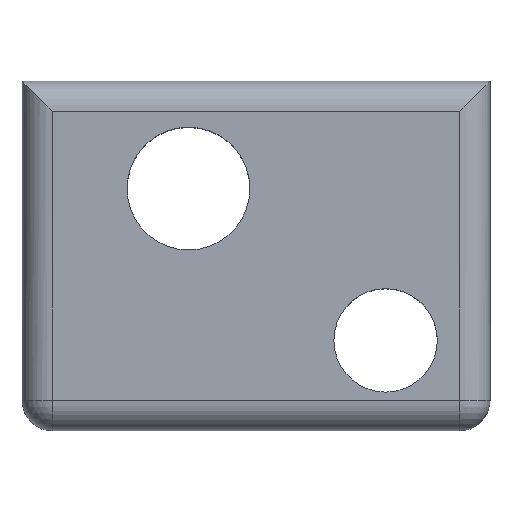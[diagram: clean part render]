
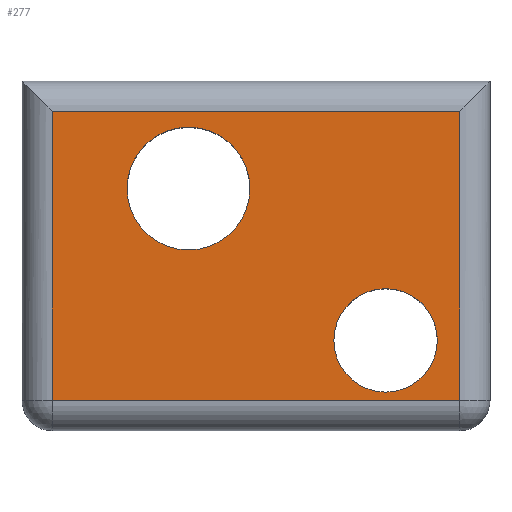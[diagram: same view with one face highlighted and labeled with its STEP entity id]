
A CAD part, top view. The second image highlights one B-rep face of the part: STEP entity #277.
In plain terms, the highlighted planar face has unit normal (0, 0, 1).
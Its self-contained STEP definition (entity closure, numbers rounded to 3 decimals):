
#1 = EDGE_CURVE ( 'NONE', #72, #202, #270, .T. ) ;
#10 = EDGE_CURVE ( 'NONE', #206, #79, #199, .T. ) ;
#15 = FACE_BOUND ( 'NONE', #255, .T. ) ;
#16 = AXIS2_PLACEMENT_3D ( 'NONE', #105, #71, #357 ) ;
#20 = VERTEX_POINT ( 'NONE', #246 ) ;
#30 = CARTESIAN_POINT ( 'NONE',  ( 2., 0., 10. ) ) ;
#38 = CARTESIAN_POINT ( 'NONE',  ( 28.811, 2., 10. ) ) ;
#47 = DIRECTION ( 'NONE',  ( 0., 0., 1. ) ) ;
#49 = AXIS2_PLACEMENT_3D ( 'NONE', #103, #491, #495 ) ;
#50 = CIRCLE ( 'NONE', #119, 3.407 ) ;
#59 = EDGE_CURVE ( 'NONE', #547, #20, #374, .T. ) ;
#65 = CARTESIAN_POINT ( 'NONE',  ( 2., 21.018, 10. ) ) ;
#71 = DIRECTION ( 'NONE',  ( 0., 0., 1. ) ) ;
#72 = VERTEX_POINT ( 'NONE', #301 ) ;
#73 = EDGE_CURVE ( 'NONE', #338, #206, #473, .T. ) ;
#74 = ORIENTED_EDGE ( 'NONE', *, *, #76, .F. ) ;
#76 = EDGE_CURVE ( 'NONE', #202, #72, #50, .T. ) ;
#79 = VERTEX_POINT ( 'NONE', #38 ) ;
#87 = DIRECTION ( 'NONE',  ( 0., -1., 0. ) ) ;
#97 = CARTESIAN_POINT ( 'NONE',  ( 0., 21.018, 10. ) ) ;
#103 = CARTESIAN_POINT ( 'NONE',  ( 0., 0., 10. ) ) ;
#105 = CARTESIAN_POINT ( 'NONE',  ( 10.961, 15.938, 10. ) ) ;
#110 = LINE ( 'NONE', #537, #406 ) ;
#114 = CARTESIAN_POINT ( 'NONE',  ( 23.939, 5.945, 10. ) ) ;
#116 = CIRCLE ( 'NONE', #16, 4.041 ) ;
#119 = AXIS2_PLACEMENT_3D ( 'NONE', #257, #208, #253 ) ;
#122 = DIRECTION ( 'NONE',  ( 1., 0., 0. ) ) ;
#128 = EDGE_LOOP ( 'NONE', ( #389, #166, #425, #158 ) ) ;
#153 = ORIENTED_EDGE ( 'NONE', *, *, #238, .F. ) ;
#158 = ORIENTED_EDGE ( 'NONE', *, *, #315, .T. ) ;
#165 = ORIENTED_EDGE ( 'NONE', *, *, #1, .F. ) ;
#166 = ORIENTED_EDGE ( 'NONE', *, *, #73, .T. ) ;
#167 = CARTESIAN_POINT ( 'NONE',  ( 10.961, 15.938, 10. ) ) ;
#180 = VECTOR ( 'NONE', #539, 1000. ) ;
#195 = CARTESIAN_POINT ( 'NONE',  ( 2., 2., 10. ) ) ;
#196 = ORIENTED_EDGE ( 'NONE', *, *, #59, .F. ) ;
#199 = LINE ( 'NONE', #373, #180 ) ;
#202 = VERTEX_POINT ( 'NONE', #314 ) ;
#206 = VERTEX_POINT ( 'NONE', #195 ) ;
#208 = DIRECTION ( 'NONE',  ( 0., 0., 1. ) ) ;
#229 = DIRECTION ( 'NONE',  ( -1., 0., 0. ) ) ;
#238 = EDGE_CURVE ( 'NONE', #20, #547, #116, .T. ) ;
#242 = DIRECTION ( 'NONE',  ( 1., 0., 0. ) ) ;
#246 = CARTESIAN_POINT ( 'NONE',  ( 15.001, 15.938, 10. ) ) ;
#253 = DIRECTION ( 'NONE',  ( 1., 0., 0. ) ) ;
#255 = EDGE_LOOP ( 'NONE', ( #153, #196 ) ) ;
#257 = CARTESIAN_POINT ( 'NONE',  ( 23.939, 5.945, 10. ) ) ;
#270 = CIRCLE ( 'NONE', #349, 3.407 ) ;
#277 = ADVANCED_FACE ( 'NONE', ( #15, #487, #319 ), #400, .F. ) ;
#301 = CARTESIAN_POINT ( 'NONE',  ( 27.346, 5.945, 10. ) ) ;
#314 = CARTESIAN_POINT ( 'NONE',  ( 20.532, 5.945, 10. ) ) ;
#315 = EDGE_CURVE ( 'NONE', #79, #411, #110, .T. ) ;
#319 = FACE_OUTER_BOUND ( 'NONE', #128, .T. ) ;
#338 = VERTEX_POINT ( 'NONE', #65 ) ;
#349 = AXIS2_PLACEMENT_3D ( 'NONE', #114, #458, #242 ) ;
#357 = DIRECTION ( 'NONE',  ( 1., 0., 0. ) ) ;
#362 = DIRECTION ( 'NONE',  ( 0., 1., 0. ) ) ;
#371 = VECTOR ( 'NONE', #229, 1000. ) ;
#373 = CARTESIAN_POINT ( 'NONE',  ( 0., 2., 10. ) ) ;
#374 = CIRCLE ( 'NONE', #445, 4.041 ) ;
#389 = ORIENTED_EDGE ( 'NONE', *, *, #528, .T. ) ;
#400 = PLANE ( 'NONE',  #49 ) ;
#406 = VECTOR ( 'NONE', #362, 1000. ) ;
#411 = VERTEX_POINT ( 'NONE', #427 ) ;
#425 = ORIENTED_EDGE ( 'NONE', *, *, #10, .T. ) ;
#427 = CARTESIAN_POINT ( 'NONE',  ( 28.811, 21.018, 10. ) ) ;
#440 = CARTESIAN_POINT ( 'NONE',  ( 6.92, 15.938, 10. ) ) ;
#445 = AXIS2_PLACEMENT_3D ( 'NONE', #167, #47, #122 ) ;
#446 = LINE ( 'NONE', #97, #371 ) ;
#458 = DIRECTION ( 'NONE',  ( 0., 0., 1. ) ) ;
#460 = EDGE_LOOP ( 'NONE', ( #165, #74 ) ) ;
#473 = LINE ( 'NONE', #30, #527 ) ;
#487 = FACE_BOUND ( 'NONE', #460, .T. ) ;
#491 = DIRECTION ( 'NONE',  ( 0., 0., -1. ) ) ;
#495 = DIRECTION ( 'NONE',  ( -1., 0., 0. ) ) ;
#527 = VECTOR ( 'NONE', #87, 1000. ) ;
#528 = EDGE_CURVE ( 'NONE', #411, #338, #446, .T. ) ;
#537 = CARTESIAN_POINT ( 'NONE',  ( 28.811, 0., 10. ) ) ;
#539 = DIRECTION ( 'NONE',  ( 1., 0., 0. ) ) ;
#547 = VERTEX_POINT ( 'NONE', #440 ) ;
